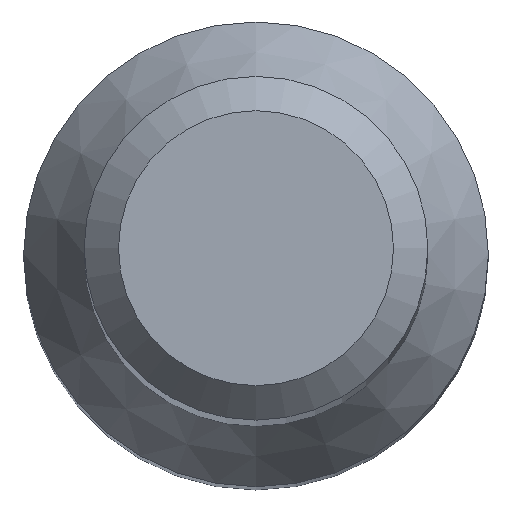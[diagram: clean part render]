
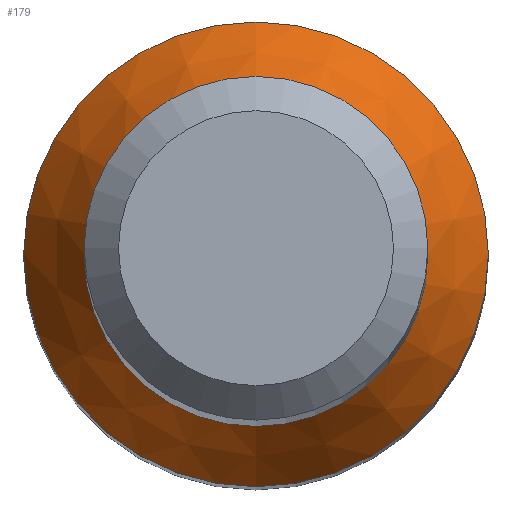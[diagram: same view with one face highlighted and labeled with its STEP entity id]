
A CAD part, top view. The second image highlights one B-rep face of the part: STEP entity #179.
In plain terms, the highlighted conical face has half-angle 30 degrees and reference radius 2 mm.
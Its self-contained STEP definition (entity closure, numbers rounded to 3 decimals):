
#9 = AXIS2_PLACEMENT_3D ( 'NONE', #240, #174, #72 ) ;
#16 = FACE_OUTER_BOUND ( 'NONE', #215, .T. ) ;
#17 = DIRECTION ( 'NONE',  ( 0., 1., 0. ) ) ;
#43 = AXIS2_PLACEMENT_3D ( 'NONE', #206, #112, #17 ) ;
#53 = DIRECTION ( 'NONE',  ( 0., 0., -1. ) ) ;
#65 = EDGE_LOOP ( 'NONE', ( #149 ) ) ;
#72 = DIRECTION ( 'NONE',  ( 0., 1., 0. ) ) ;
#88 = AXIS2_PLACEMENT_3D ( 'NONE', #134, #53, #111 ) ;
#96 = CARTESIAN_POINT ( 'NONE',  ( 0., 2.704, 22. ) ) ;
#111 = DIRECTION ( 'NONE',  ( 0., 1., 0. ) ) ;
#112 = DIRECTION ( 'NONE',  ( 0., 0., -1. ) ) ;
#121 = CONICAL_SURFACE ( 'NONE', #9, 2., 0.524 ) ;
#134 = CARTESIAN_POINT ( 'NONE',  ( 0., 0., 22. ) ) ;
#146 = ORIENTED_EDGE ( 'NONE', *, *, #173, .F. ) ;
#149 = ORIENTED_EDGE ( 'NONE', *, *, #183, .T. ) ;
#161 = VERTEX_POINT ( 'NONE', #96 ) ;
#164 = CIRCLE ( 'NONE', #43, 2. ) ;
#173 = EDGE_CURVE ( 'NONE', #161, #161, #196, .T. ) ;
#174 = DIRECTION ( 'NONE',  ( 0., 0., -1. ) ) ;
#179 = ADVANCED_FACE ( 'NONE', ( #16, #190 ), #121, .T. ) ;
#183 = EDGE_CURVE ( 'NONE', #225, #225, #164, .T. ) ;
#190 = FACE_BOUND ( 'NONE', #65, .T. ) ;
#196 = CIRCLE ( 'NONE', #88, 2.704 ) ;
#206 = CARTESIAN_POINT ( 'NONE',  ( 0., 0., 23.219 ) ) ;
#215 = EDGE_LOOP ( 'NONE', ( #146 ) ) ;
#225 = VERTEX_POINT ( 'NONE', #226 ) ;
#226 = CARTESIAN_POINT ( 'NONE',  ( 0., 2., 23.219 ) ) ;
#240 = CARTESIAN_POINT ( 'NONE',  ( 0., 0., 23.219 ) ) ;
